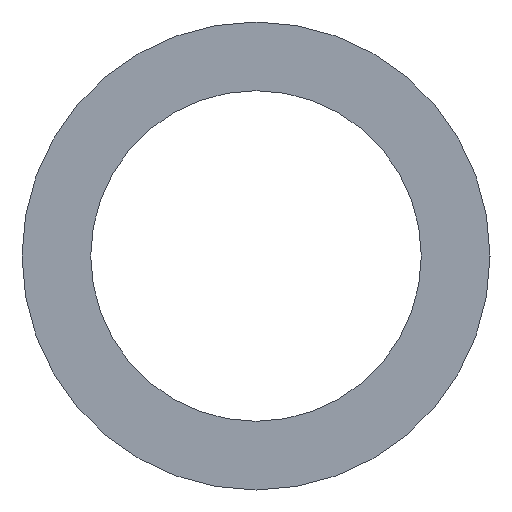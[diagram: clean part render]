
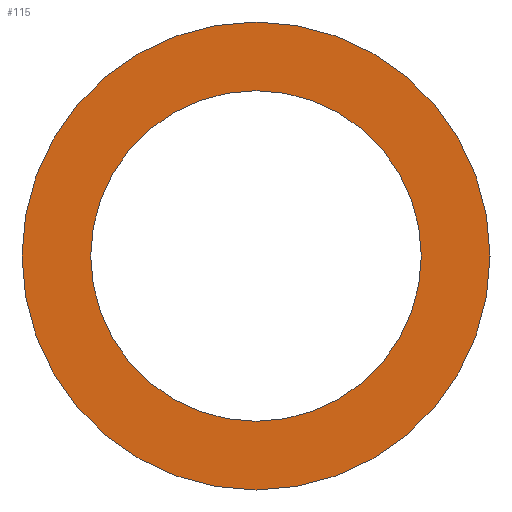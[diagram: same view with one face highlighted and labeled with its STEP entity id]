
A CAD part, left-side view. The second image highlights one B-rep face of the part: STEP entity #115.
In plain terms, the highlighted planar face has unit normal (-1, 0, 0).
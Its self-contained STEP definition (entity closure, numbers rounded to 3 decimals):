
#25=FACE_BOUND('',#36,.T.);
#28=FACE_OUTER_BOUND('',#35,.T.);
#35=EDGE_LOOP('',(#85,#86));
#36=EDGE_LOOP('',(#87,#88));
#46=CIRCLE('',#146,13.45);
#47=CIRCLE('',#147,13.45);
#48=CIRCLE('',#148,9.5);
#49=CIRCLE('',#149,9.5);
#58=VERTEX_POINT('',#210);
#59=VERTEX_POINT('',#211);
#60=VERTEX_POINT('',#214);
#61=VERTEX_POINT('',#215);
#70=EDGE_CURVE('',#58,#59,#46,.T.);
#71=EDGE_CURVE('',#59,#58,#47,.T.);
#72=EDGE_CURVE('',#60,#61,#48,.T.);
#73=EDGE_CURVE('',#61,#60,#49,.T.);
#85=ORIENTED_EDGE('',*,*,#70,.F.);
#86=ORIENTED_EDGE('',*,*,#71,.F.);
#87=ORIENTED_EDGE('',*,*,#72,.T.);
#88=ORIENTED_EDGE('',*,*,#73,.T.);
#112=PLANE('',#145);
#115=ADVANCED_FACE('',(#28,#25),#112,.T.);
#145=AXIS2_PLACEMENT_3D('',#209,#170,#171);
#146=AXIS2_PLACEMENT_3D('',#212,#172,#173);
#147=AXIS2_PLACEMENT_3D('',#213,#174,#175);
#148=AXIS2_PLACEMENT_3D('',#216,#176,#177);
#149=AXIS2_PLACEMENT_3D('',#217,#178,#179);
#170=DIRECTION('center_axis',(-1.,0.,0.));
#171=DIRECTION('ref_axis',(0.,0.,1.));
#172=DIRECTION('center_axis',(1.,0.,0.));
#173=DIRECTION('ref_axis',(0.,1.,0.));
#174=DIRECTION('center_axis',(1.,0.,0.));
#175=DIRECTION('ref_axis',(0.,1.,0.));
#176=DIRECTION('center_axis',(1.,0.,0.));
#177=DIRECTION('ref_axis',(0.,1.,0.));
#178=DIRECTION('center_axis',(1.,0.,0.));
#179=DIRECTION('ref_axis',(0.,1.,0.));
#209=CARTESIAN_POINT('Origin',(0.,11.475,0.));
#210=CARTESIAN_POINT('',(0.,13.45,0.));
#211=CARTESIAN_POINT('',(0.,-13.45,0.));
#212=CARTESIAN_POINT('Origin',(0.,0.,0.));
#213=CARTESIAN_POINT('Origin',(0.,0.,0.));
#214=CARTESIAN_POINT('',(0.,9.5,0.));
#215=CARTESIAN_POINT('',(0.,-9.5,0.));
#216=CARTESIAN_POINT('Origin',(0.,0.,0.));
#217=CARTESIAN_POINT('Origin',(0.,0.,0.));
